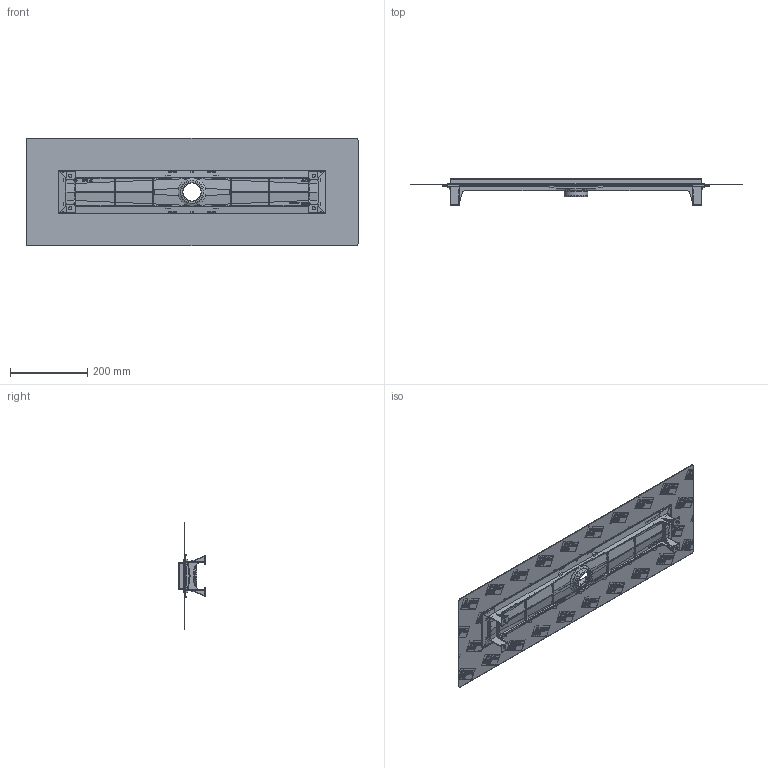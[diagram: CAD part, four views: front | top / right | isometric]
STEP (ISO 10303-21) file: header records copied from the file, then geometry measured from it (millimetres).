
FILE_DESCRIPTION((''),'2;1');
FILE_NAME('AT145_007_00_ASM','2019-04-02T',('mschlueter'),('NET'),'CREO PARAMETRIC BY PTC INC, 2017170','CREO PARAMETRIC BY PTC INC, 2017170','');
FILE_SCHEMA(('CONFIG_CONTROL_DESIGN'));
Products named in the file (8): AT144_013_00_AF0; AT144_018_00; AT145_008_00_ASM; AT145_009_00; AT144_028_00; AT144_044_00; AT145_014_00_ASM; AT145_007_00_ASM
Assembly tree (14 placements, depth 4):
  AT145_007_00_ASM
    AT145_014_00_ASM
      AT145_008_00_ASM
        AT144_013_00_AF0
        AT144_018_00
      AT145_009_00
      AT144_028_00
      AT144_044_00  x8
Bounding box: 859 x 68.45 x 279 mm (x, y, z)
Volume: 457740.8 mm3; surface area: 803467.9 mm2
Topology: 12 solids, 12 shells, 5940 faces, 16299 edges, 10711 vertices
Faces by surface type: plane 3537, extrusion 1518, cylinder 506, cone 164, bspline 155, torus 40, sphere 20
Entity records: 267716 total; most frequent: CARTESIAN_POINT 76634, ORIENTED_EDGE 30378, DIRECTION 21712, PRESENTATION_STYLE_ASSIGNMENT 16611, STYLED_ITEM 16388, CURVE_STYLE 15189, EDGE_CURVE 15189, VECTOR 12474
